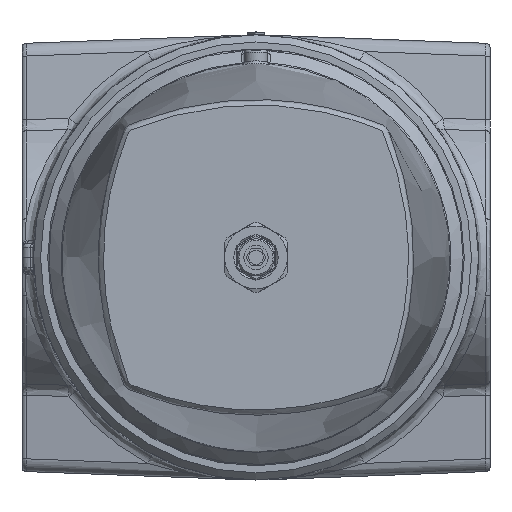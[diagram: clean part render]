
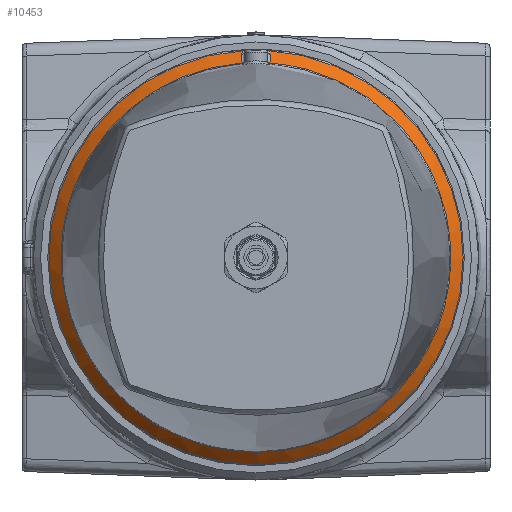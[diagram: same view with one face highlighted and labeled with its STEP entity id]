
A CAD part, front view. The second image highlights one B-rep face of the part: STEP entity #10453.
In plain terms, the highlighted conical face has half-angle 45 degrees and reference radius 68.5 mm.
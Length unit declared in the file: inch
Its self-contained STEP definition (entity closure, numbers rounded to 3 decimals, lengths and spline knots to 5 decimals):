
#936=B_SPLINE_CURVE_WITH_KNOTS('',3,(#25895,#25896,#25897,#25898),
 .UNSPECIFIED.,.F.,.F.,(4,4),(-0.4334,0.),.UNSPECIFIED.);
#938=B_SPLINE_CURVE_WITH_KNOTS('',3,(#25928,#25929,#25930,#25931),
 .UNSPECIFIED.,.F.,.F.,(4,4),(-0.4334,0.),.UNSPECIFIED.);
#940=B_SPLINE_CURVE_WITH_KNOTS('',3,(#25957,#25958,#25959,#25960),
 .UNSPECIFIED.,.F.,.F.,(4,4),(-0.18401,0.),.UNSPECIFIED.);
#943=B_SPLINE_CURVE_WITH_KNOTS('',3,(#25994,#25995,#25996,#25997),
 .UNSPECIFIED.,.F.,.F.,(4,4),(0.,0.18401),.UNSPECIFIED.);
#949=B_SPLINE_CURVE_WITH_KNOTS('',3,(#26132,#26133,#26134,#26135,#26136,
#26137,#26138,#26139),.UNSPECIFIED.,.F.,.F.,(4,2,1,1,4),(-41.06699,
-40.88915,-39.06915,-37.24916,-36.33916),
 .UNSPECIFIED.);
#950=B_SPLINE_CURVE_WITH_KNOTS('',3,(#26140,#26141,#26142,#26143,#26144,
#26145,#26146,#26147,#26148,#26149,#26150,#26151,#26152,#26153,#26154,#26155,
#26156,#26157,#26158,#26159,#26160,#26161,#26162,#26163,#26164,#26165,#26166,
#26167,#26168,#26169,#26170,#26171,#26172,#26173,#26174,#26175,#26176,#26177,
#26178,#26179,#26180,#26181,#26182,#26183,#26184,#26185,#26186,#26187,#26188,
#26189,#26190,#26191),.UNSPECIFIED.,.F.,.F.,(4,1,1,1,2,2,2,1,1,2,1,1,1,
2,2,2,1,1,1,1,2,1,1,1,1,2,2,2,1,1,1,2,1,1,1,2,4),(-35.37751,-34.24315,
-33.1088,-32.54162,-30.84009,-30.66296,
-30.48548,-27.97601,-27.34865,-25.46655,
-24.83914,-22.95692,-22.32952,-20.4473,
-20.27001,-20.09234,-19.46457,-17.58124,
-16.32569,-15.69792,-15.07015,-13.50146,
-12.56025,-11.93278,-11.3053,-10.05036,
-9.87391,-9.69727,-7.182,-5.92436,
-4.98113,-4.66672,-2.15684,-1.52937,
-0.27443,0.35304,0.53079),.UNSPECIFIED.);
#1673=CONICAL_SURFACE('',#11418,2.69685,45.);
#2534=FACE_OUTER_BOUND('',#3292,.T.);
#3292=EDGE_LOOP('',(#8890,#8891,#8892,#8893,#8894,#8895,#8896));
#3826=CIRCLE('',#11417,2.85787);
#4689=VERTEX_POINT('',#25832);
#4692=VERTEX_POINT('',#25864);
#4693=VERTEX_POINT('',#25894);
#4696=VERTEX_POINT('',#25926);
#4697=VERTEX_POINT('',#25956);
#4700=VERTEX_POINT('',#25992);
#4706=VERTEX_POINT('',#26131);
#6098=EDGE_CURVE('',#4689,#4693,#936,.T.);
#6102=EDGE_CURVE('',#4696,#4692,#938,.T.);
#6104=EDGE_CURVE('',#4693,#4697,#940,.T.);
#6109=EDGE_CURVE('',#4700,#4696,#943,.T.);
#6123=EDGE_CURVE('',#4700,#4697,#3826,.T.);
#6124=EDGE_CURVE('',#4706,#4689,#949,.T.);
#6125=EDGE_CURVE('',#4692,#4706,#950,.T.);
#8890=ORIENTED_EDGE('',*,*,#6104,.F.);
#8891=ORIENTED_EDGE('',*,*,#6098,.F.);
#8892=ORIENTED_EDGE('',*,*,#6124,.F.);
#8893=ORIENTED_EDGE('',*,*,#6125,.F.);
#8894=ORIENTED_EDGE('',*,*,#6102,.F.);
#8895=ORIENTED_EDGE('',*,*,#6109,.F.);
#8896=ORIENTED_EDGE('',*,*,#6123,.T.);
#10453=ADVANCED_FACE('',(#2534),#1673,.T.);
#11417=AXIS2_PLACEMENT_3D('',#26129,#13580,#13581);
#11418=AXIS2_PLACEMENT_3D('',#26130,#13582,#13583);
#13580=DIRECTION('center_axis',(0.,-1.,0.));
#13581=DIRECTION('ref_axis',(1.,0.,0.));
#13582=DIRECTION('center_axis',(0.,1.,0.));
#13583=DIRECTION('ref_axis',(1.,0.,0.));
#25832=CARTESIAN_POINT('',(0.19483,-0.22457,2.68174));
#25864=CARTESIAN_POINT('',(-0.19483,-0.22457,2.68174));
#25894=CARTESIAN_POINT('',(0.19492,-0.10407,2.80254));
#25895=CARTESIAN_POINT('Ctrl Pts',(0.19483,-0.22457,
2.68174));
#25896=CARTESIAN_POINT('Ctrl Pts',(0.19486,-0.18441,
2.72201));
#25897=CARTESIAN_POINT('Ctrl Pts',(0.19489,-0.14424,
2.76228));
#25898=CARTESIAN_POINT('Ctrl Pts',(0.19492,-0.10407,
2.80254));
#25926=CARTESIAN_POINT('',(-0.19492,-0.10407,2.80254));
#25928=CARTESIAN_POINT('Ctrl Pts',(-0.19492,-0.10407,
2.80254));
#25929=CARTESIAN_POINT('Ctrl Pts',(-0.19489,-0.14424,
2.76228));
#25930=CARTESIAN_POINT('Ctrl Pts',(-0.19486,-0.18441,
2.72201));
#25931=CARTESIAN_POINT('Ctrl Pts',(-0.19483,-0.22457,
2.68174));
#25956=CARTESIAN_POINT('',(0.17735,-0.05551,2.85236));
#25957=CARTESIAN_POINT('Ctrl Pts',(0.19492,-0.10407,
2.80254));
#25958=CARTESIAN_POINT('Ctrl Pts',(0.19493,-0.08702,
2.81964));
#25959=CARTESIAN_POINT('Ctrl Pts',(0.18954,-0.0698,
2.8373));
#25960=CARTESIAN_POINT('Ctrl Pts',(0.17735,-0.05551,
2.85236));
#25992=CARTESIAN_POINT('',(-0.17735,-0.05551,2.85236));
#25994=CARTESIAN_POINT('Ctrl Pts',(-0.17735,-0.05551,
2.85236));
#25995=CARTESIAN_POINT('Ctrl Pts',(-0.18954,-0.0698,
2.8373));
#25996=CARTESIAN_POINT('Ctrl Pts',(-0.19493,-0.08702,
2.81964));
#25997=CARTESIAN_POINT('Ctrl Pts',(-0.19492,-0.10407,
2.80254));
#26129=CARTESIAN_POINT('Origin',(0.,-0.05551,0.));
#26130=CARTESIAN_POINT('Origin',(0.,-0.21654,0.));
#26131=CARTESIAN_POINT('',(1.90186,-0.22374,1.90186));
#26132=CARTESIAN_POINT('Ctrl Pts',(1.90186,-0.22374,
1.90186));
#26133=CARTESIAN_POINT('Ctrl Pts',(1.88494,-0.22374,
1.91879));
#26134=CARTESIAN_POINT('Ctrl Pts',(1.86776,-0.22375,
1.9355));
#26135=CARTESIAN_POINT('Ctrl Pts',(1.67218,-0.22388,2.12079));
#26136=CARTESIAN_POINT('Ctrl Pts',(1.2685,-0.22421,
2.40936));
#26137=CARTESIAN_POINT('Ctrl Pts',(0.68699,-0.22451,
2.62017));
#26138=CARTESIAN_POINT('Ctrl Pts',(0.31803,-0.22457,
2.6728));
#26139=CARTESIAN_POINT('Ctrl Pts',(0.19483,-0.22457,
2.68174));
#26140=CARTESIAN_POINT('Ctrl Pts',(-0.19483,-0.22457,
2.68174));
#26141=CARTESIAN_POINT('Ctrl Pts',(-0.34744,-0.22456,
2.67067));
#26142=CARTESIAN_POINT('Ctrl Pts',(-0.65324,-0.22451,
2.62214));
#26143=CARTESIAN_POINT('Ctrl Pts',(-1.01882,-0.22433,
2.49675));
#26144=CARTESIAN_POINT('Ctrl Pts',(-1.43026,-0.22407,
2.29418));
#26145=CARTESIAN_POINT('Ctrl Pts',(-1.6834,-0.22387,
2.11042));
#26146=CARTESIAN_POINT('Ctrl Pts',(-1.86775,-0.22375,
1.93551));
#26147=CARTESIAN_POINT('Ctrl Pts',(-1.88494,-0.22374,
1.91879));
#26148=CARTESIAN_POINT('Ctrl Pts',(-1.91882,-0.22374,
1.88492));
#26149=CARTESIAN_POINT('Ctrl Pts',(-1.93552,-0.22375,
1.86771));
#26150=CARTESIAN_POINT('Ctrl Pts',(-2.18489,-0.22393,
1.60554));
#26151=CARTESIAN_POINT('Ctrl Pts',(-2.41931,-0.22423,
1.23706));
#26152=CARTESIAN_POINT('Ctrl Pts',(-2.63929,-0.22453,
0.59729));
#26153=CARTESIAN_POINT('Ctrl Pts',(-2.68933,-0.22458,
0.25404));
#26154=CARTESIAN_POINT('Ctrl Pts',(-2.68865,-0.22458,
-0.08464));
#26155=CARTESIAN_POINT('Ctrl Pts',(-2.67347,-0.22457,
-0.42271));
#26156=CARTESIAN_POINT('Ctrl Pts',(-2.57145,-0.22444,
-0.84374));
#26157=CARTESIAN_POINT('Ctrl Pts',(-2.32676,-0.22411,
-1.38247));
#26158=CARTESIAN_POINT('Ctrl Pts',(-2.12736,-0.22389,
-1.66573));
#26159=CARTESIAN_POINT('Ctrl Pts',(-1.93548,-0.22375,
-1.86776));
#26160=CARTESIAN_POINT('Ctrl Pts',(-1.91879,-0.22374,
-1.88495));
#26161=CARTESIAN_POINT('Ctrl Pts',(-1.88489,-0.22374,
-1.91883));
#26162=CARTESIAN_POINT('Ctrl Pts',(-1.86774,-0.22375,
-1.93554));
#26163=CARTESIAN_POINT('Ctrl Pts',(-1.78875,-0.2238,
-2.01017));
#26164=CARTESIAN_POINT('Ctrl Pts',(-1.5339,-0.22399,
-2.23067));
#26165=CARTESIAN_POINT('Ctrl Pts',(-1.08309,-0.22432,
-2.48937));
#26166=CARTESIAN_POINT('Ctrl Pts',(-0.59361,-0.22452,
-2.63204));
#26167=CARTESIAN_POINT('Ctrl Pts',(-0.25616,-0.22457,
-2.68072));
#26168=CARTESIAN_POINT('Ctrl Pts',(-0.08516,-0.22458,
-2.68881));
#26169=CARTESIAN_POINT('Ctrl Pts',(0.21289,-0.22458,
-2.68874));
#26170=CARTESIAN_POINT('Ctrl Pts',(0.55031,-0.22454,
-2.64878));
#26171=CARTESIAN_POINT('Ctrl Pts',(0.95883,-0.22437,
-2.51923));
#26172=CARTESIAN_POINT('Ctrl Pts',(1.23,-0.2242,
-2.39585));
#26173=CARTESIAN_POINT('Ctrl Pts',(1.52337,-0.224,
-2.2277));
#26174=CARTESIAN_POINT('Ctrl Pts',(1.72665,-0.22384,
-2.0692));
#26175=CARTESIAN_POINT('Ctrl Pts',(1.86776,-0.22375,-1.93551));
#26176=CARTESIAN_POINT('Ctrl Pts',(1.88494,-0.22374,-1.9188));
#26177=CARTESIAN_POINT('Ctrl Pts',(1.91881,-0.22374,-1.88492));
#26178=CARTESIAN_POINT('Ctrl Pts',(1.93554,-0.22375,
-1.86772));
#26179=CARTESIAN_POINT('Ctrl Pts',(2.18606,-0.22393,-1.60326));
#26180=CARTESIAN_POINT('Ctrl Pts',(2.46357,-0.22429,-1.16867));
#26181=CARTESIAN_POINT('Ctrl Pts',(2.64418,-0.22454,-0.55324));
#26182=CARTESIAN_POINT('Ctrl Pts',(2.68488,-0.22458,
-0.21209));
#26183=CARTESIAN_POINT('Ctrl Pts',(2.68876,-0.22458,
-0.04242));
#26184=CARTESIAN_POINT('Ctrl Pts',(2.68951,-0.22459,0.33804));
#26185=CARTESIAN_POINT('Ctrl Pts',(2.60661,-0.22449,
0.76685));
#26186=CARTESIAN_POINT('Ctrl Pts',(2.3615,-0.22416,
1.30568));
#26187=CARTESIAN_POINT('Ctrl Pts',(2.17692,-0.22394,
1.59578));
#26188=CARTESIAN_POINT('Ctrl Pts',(2.01019,-0.2238,
1.78882));
#26189=CARTESIAN_POINT('Ctrl Pts',(1.9355,-0.22375,
1.86778));
#26190=CARTESIAN_POINT('Ctrl Pts',(1.91879,-0.22374,1.88494));
#26191=CARTESIAN_POINT('Ctrl Pts',(1.90186,-0.22374,
1.90186));
